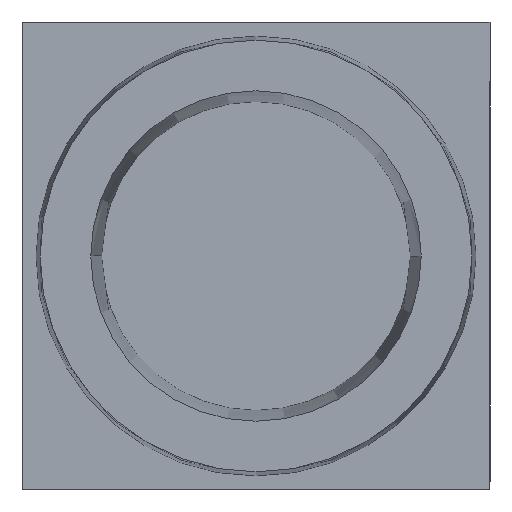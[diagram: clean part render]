
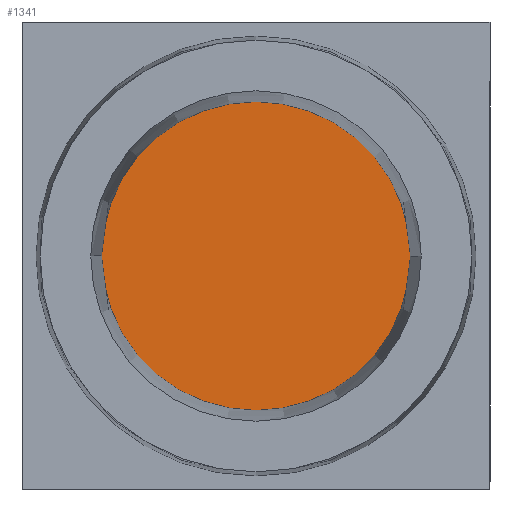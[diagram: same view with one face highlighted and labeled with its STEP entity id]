
A CAD part, front view. The second image highlights one B-rep face of the part: STEP entity #1341.
In plain terms, the highlighted planar face has unit normal (0, -1, 0).
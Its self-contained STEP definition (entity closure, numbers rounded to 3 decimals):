
#5 = DIRECTION ( 'NONE',  ( 0., 1., 0. ) ) ;
#53 = AXIS2_PLACEMENT_3D ( 'NONE', #537, #5, #1214 ) ;
#54 = DIRECTION ( 'NONE',  ( -1., 0., 0. ) ) ;
#192 = CIRCLE ( 'NONE', #849, 16.5 ) ;
#274 = DIRECTION ( 'NONE',  ( 0., 1., 0. ) ) ;
#344 = CARTESIAN_POINT ( 'NONE',  ( 16.5, 7., 0. ) ) ;
#384 = VERTEX_POINT ( 'NONE', #485 ) ;
#438 = AXIS2_PLACEMENT_3D ( 'NONE', #747, #644, #1213 ) ;
#453 = EDGE_CURVE ( 'NONE', #384, #597, #192, .T. ) ;
#485 = CARTESIAN_POINT ( 'NONE',  ( -16.5, 7., 0. ) ) ;
#525 = PLANE ( 'NONE',  #53 ) ;
#537 = CARTESIAN_POINT ( 'NONE',  ( -16.5, 7., 0. ) ) ;
#542 = EDGE_CURVE ( 'NONE', #597, #384, #741, .T. ) ;
#597 = VERTEX_POINT ( 'NONE', #344 ) ;
#644 = DIRECTION ( 'NONE',  ( 0., 1., 0. ) ) ;
#692 = CARTESIAN_POINT ( 'NONE',  ( 0., 7., 0. ) ) ;
#741 = CIRCLE ( 'NONE', #438, 16.5 ) ;
#747 = CARTESIAN_POINT ( 'NONE',  ( 0., 7., 0. ) ) ;
#849 = AXIS2_PLACEMENT_3D ( 'NONE', #692, #274, #54 ) ;
#876 = ORIENTED_EDGE ( 'NONE', *, *, #453, .F. ) ;
#945 = EDGE_LOOP ( 'NONE', ( #946, #876 ) ) ;
#946 = ORIENTED_EDGE ( 'NONE', *, *, #542, .F. ) ;
#1213 = DIRECTION ( 'NONE',  ( -1., 0., 0. ) ) ;
#1214 = DIRECTION ( 'NONE',  ( -1., 0., 0. ) ) ;
#1341 = ADVANCED_FACE ( 'NONE', ( #1388 ), #525, .F. ) ;
#1388 = FACE_OUTER_BOUND ( 'NONE', #945, .T. ) ;
